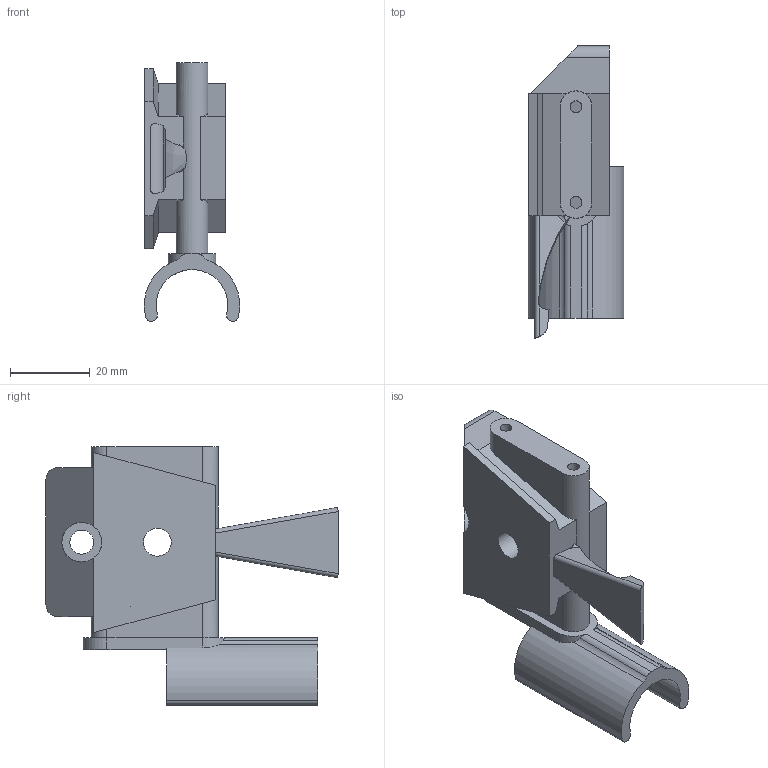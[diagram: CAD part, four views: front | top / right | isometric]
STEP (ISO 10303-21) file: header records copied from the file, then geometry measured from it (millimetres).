
FILE_DESCRIPTION(/* description */ (''),/* implementation_level */ '2;1');
FILE_NAME(/* name */ 'Laser Mount.step',/* time_stamp */ '2021-12-11T12:29:57-06:00',/* author */ (''),/* organization */ (''),/* preprocessor_version */ 'ST-DEVELOPER v18.1',/* originating_system */ 'Autodesk Translation Framework v10.10.0.1391',/* authorisation */ '');
FILE_SCHEMA (('AUTOMOTIVE_DESIGN { 1 0 10303 214 3 1 1 }'));
Length unit declared in the file: millimetre
Products named in the file (1): Laser Mount
Bounding box: 23.92 x 73.4 x 65 mm (x, y, z)
Volume: 34298.6 mm3; surface area: 13267.3 mm2
Topology: 2 solids, 2 shells, 86 faces, 242 edges, 165 vertices
Faces by surface type: plane 48, cylinder 34, bspline 3, cone 1
Full cylindrical faces by diameter (mm): 3 x6, 6 x1, 7 x1, 10 x1
Entity records: 3643 total; most frequent: CARTESIAN_POINT 1371, ORIENTED_EDGE 484, DIRECTION 439, EDGE_CURVE 242, VERTEX_POINT 165, AXIS2_PLACEMENT_3D 154, LINE 131, VECTOR 131
